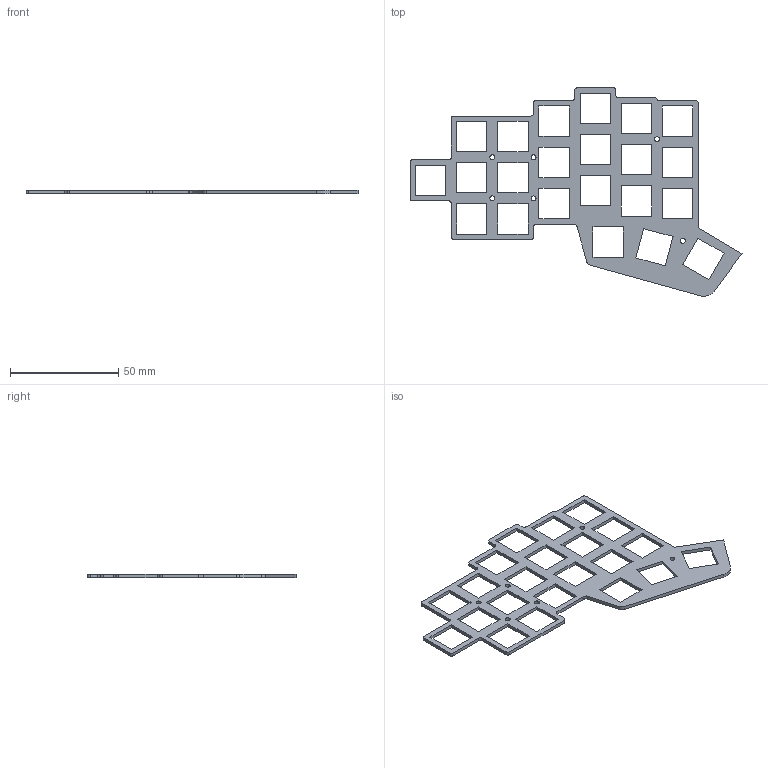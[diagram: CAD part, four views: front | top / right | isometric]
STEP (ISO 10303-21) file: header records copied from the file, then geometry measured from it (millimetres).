
FILE_DESCRIPTION(('KiCad electronic assembly'),'2;1');
FILE_NAME('jantor.step','2022-11-09T15:34:38',('Pcbnew'),('Kicad'), 'Open CASCADE STEP processor 7.6','KiCad to STEP converter','Unknown' );
FILE_SCHEMA(('AUTOMOTIVE_DESIGN { 1 0 10303 214 1 1 1 1 }'));
Length unit declared in the file: millimetre
Products named in the file (2): jantor 1; _autosave-jantor PCB
Assembly tree (1 placements, depth 2):
  jantor 1
    _autosave-jantor PCB
Bounding box: 153.19 x 96.25 x 1.6 mm (x, y, z)
Volume: 7029.1 mm3; surface area: 11576.3 mm2
Topology: 1 solids, 1 shells, 139 faces, 411 edges, 274 vertices
Faces by surface type: plane 113, cylinder 26
Full cylindrical faces by diameter (mm): 2.3 x6
Entity records: 10099 total; most frequent: CARTESIAN_POINT 1648, DIRECTION 1567, LINE 1129, VECTOR 1129, ORIENTED_EDGE 822, PCURVE 822, DEFINITIONAL_REPRESENTATION 822, EDGE_CURVE 411
